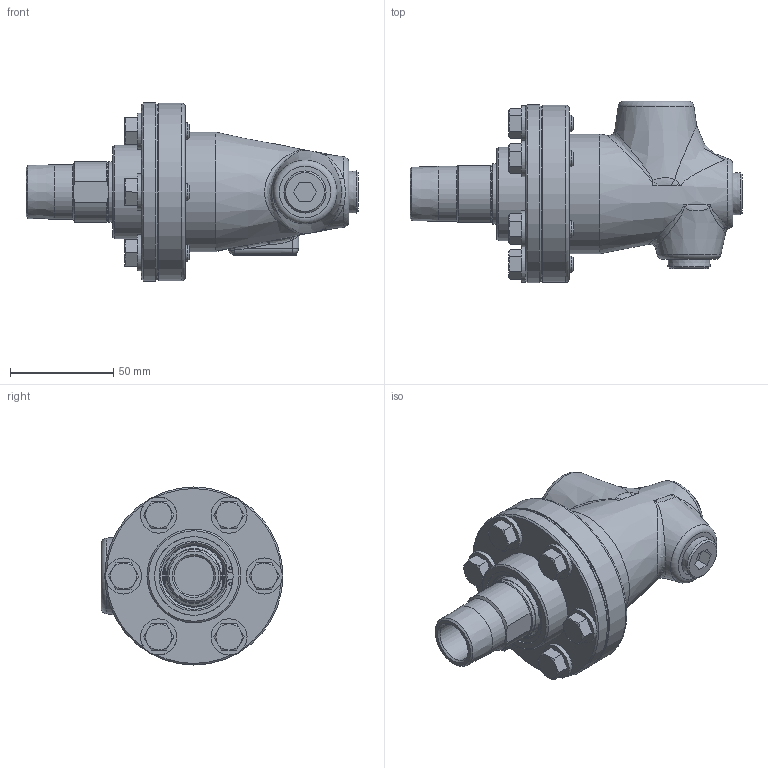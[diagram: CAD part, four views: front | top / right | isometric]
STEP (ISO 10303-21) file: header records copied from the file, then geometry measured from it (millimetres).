
FILE_DESCRIPTION(/* description */ (''),/* implementation_level */ '2;1');
FILE_NAME(/* name */ 'BC-54100-12-21-IC.stp',/* time_stamp */ '2020-05-20T08:41:54-05:00',/* author */ ('GALINDOLM'),/* organization */ (''),/* preprocessor_version */ 'ST-DEVELOPER v18',/* originating_system */ 'Autodesk Inventor 2020',/* authorisation */ '');
FILE_SCHEMA (('AUTOMOTIVE_DESIGN { 1 0 10303 214 3 1 1 }'));
Length unit declared in the file: millimetre
Products named in the file (1): BC-54100-12-21-IC_Shrinkwrap_2
Bounding box: 161.06 x 88.2 x 86.4 mm (x, y, z)
Volume: 342480.3 mm3; surface area: 55227.9 mm2
Topology: 1 solids, 8 shells, 874 faces, 2225 edges, 1445 vertices
Faces by surface type: plane 480, bspline 233, cylinder 77, cone 68, torus 12, sphere 4
Full cylindrical faces by diameter (mm): 1.586 x2, 7.938 x12, 8.4 x6, 8.6 x6, 8.738 x6, 12.7 x6, 17.475 x7, 19.3 x1, 22.631 x1, 26.67 x1, 29.3 x1, 30.124 x1, 30.35 x1, 38.13 x1, 39.12 x1, 45.47 x1, 58 x1, 84.8 x1, 86 x1, 86.4 x1
Entity records: 31042 total; most frequent: CARTESIAN_POINT 10388, ORIENTED_EDGE 4434, DIRECTION 3413, EDGE_CURVE 2217, VERTEX_POINT 1445, LINE 1259, VECTOR 1259, AXIS2_PLACEMENT_3D 1077
